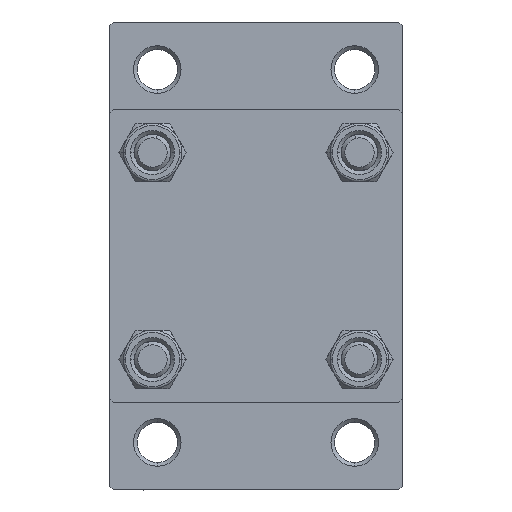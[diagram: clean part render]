
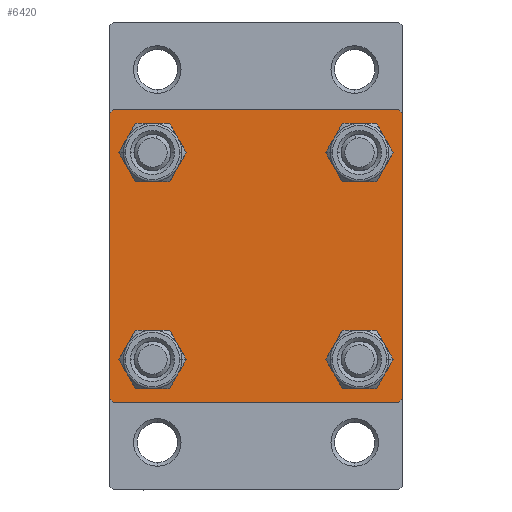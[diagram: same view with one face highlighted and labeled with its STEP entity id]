
A CAD part, left-side view. The second image highlights one B-rep face of the part: STEP entity #6420.
In plain terms, the highlighted planar face has unit normal (-1, 0, 0).
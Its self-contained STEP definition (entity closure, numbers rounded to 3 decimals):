
#387 = VECTOR ( 'NONE', #26493, 1000. ) ;
#843 = CIRCLE ( 'NONE', #42682, 3. ) ;
#1168 = AXIS2_PLACEMENT_3D ( 'NONE', #19992, #16433, #40718 ) ;
#1792 = EDGE_CURVE ( 'NONE', #34250, #11828, #3213, .T. ) ;
#1953 = CARTESIAN_POINT ( 'NONE',  ( 0., 14.15, 14.15 ) ) ;
#2321 = DIRECTION ( 'NONE',  ( 0., -0.707, 0.707 ) ) ;
#2647 = DIRECTION ( 'NONE',  ( 1., 0., 0. ) ) ;
#2960 = ORIENTED_EDGE ( 'NONE', *, *, #26958, .T. ) ;
#3133 = DIRECTION ( 'NONE',  ( 0., 0., -1. ) ) ;
#3213 = CIRCLE ( 'NONE', #29813, 3. ) ;
#3328 = CARTESIAN_POINT ( 'NONE',  ( 0., 14.15, 17.15 ) ) ;
#3339 = ORIENTED_EDGE ( 'NONE', *, *, #17723, .F. ) ;
#3493 = CARTESIAN_POINT ( 'NONE',  ( 0., 14.15, -14.15 ) ) ;
#3749 = DIRECTION ( 'NONE',  ( 0., 0.707, -0.707 ) ) ;
#3968 = AXIS2_PLACEMENT_3D ( 'NONE', #11068, #4133, #22021 ) ;
#3977 = LINE ( 'NONE', #36379, #7457 ) ;
#4133 = DIRECTION ( 'NONE',  ( -1., 0., 0. ) ) ;
#4223 = EDGE_CURVE ( 'NONE', #36356, #41955, #843, .T. ) ;
#4791 = EDGE_CURVE ( 'NONE', #25250, #30027, #22980, .T. ) ;
#5581 = AXIS2_PLACEMENT_3D ( 'NONE', #5728, #6195, #35254 ) ;
#5728 = CARTESIAN_POINT ( 'NONE',  ( 0., -14.15, 14.15 ) ) ;
#5733 = VECTOR ( 'NONE', #15545, 1000. ) ;
#6195 = DIRECTION ( 'NONE',  ( 1., 0., 0. ) ) ;
#6308 = CIRCLE ( 'NONE', #20018, 3. ) ;
#6315 = CARTESIAN_POINT ( 'NONE',  ( 0., -14.15, 11.15 ) ) ;
#6420 = ADVANCED_FACE ( 'NONE', ( #35837, #24872, #18441, #32015, #29379 ), #46781, .T. ) ;
#6476 = VECTOR ( 'NONE', #3133, 1000. ) ;
#6836 = CARTESIAN_POINT ( 'NONE',  ( 0., 20., -19.5 ) ) ;
#6909 = EDGE_LOOP ( 'NONE', ( #15710, #46306 ) ) ;
#6926 = DIRECTION ( 'NONE',  ( 0., 0., 1. ) ) ;
#7059 = DIRECTION ( 'NONE',  ( 0., 0., 1. ) ) ;
#7298 = CARTESIAN_POINT ( 'NONE',  ( 0., 14.15, -14.15 ) ) ;
#7457 = VECTOR ( 'NONE', #3749, 1000. ) ;
#7728 = CARTESIAN_POINT ( 'NONE',  ( 0., -20., 19.5 ) ) ;
#8169 = CARTESIAN_POINT ( 'NONE',  ( 0., -19.5, 20. ) ) ;
#8646 = VERTEX_POINT ( 'NONE', #6315 ) ;
#8835 = ORIENTED_EDGE ( 'NONE', *, *, #23954, .T. ) ;
#8870 = CARTESIAN_POINT ( 'NONE',  ( 0., 14.15, -11.15 ) ) ;
#8887 = EDGE_CURVE ( 'NONE', #11828, #34250, #6308, .T. ) ;
#9986 = LINE ( 'NONE', #24490, #5733 ) ;
#10040 = CARTESIAN_POINT ( 'NONE',  ( 0., -14.15, -14.15 ) ) ;
#10312 = EDGE_LOOP ( 'NONE', ( #2960, #14114 ) ) ;
#11068 = CARTESIAN_POINT ( 'NONE',  ( 0., 0., 0. ) ) ;
#11828 = VERTEX_POINT ( 'NONE', #41624 ) ;
#12902 = DIRECTION ( 'NONE',  ( 0., 0., 1. ) ) ;
#13471 = ORIENTED_EDGE ( 'NONE', *, *, #43056, .F. ) ;
#13957 = EDGE_CURVE ( 'NONE', #35964, #43014, #9986, .T. ) ;
#14012 = CARTESIAN_POINT ( 'NONE',  ( 0., -14.15, -17.15 ) ) ;
#14114 = ORIENTED_EDGE ( 'NONE', *, *, #4223, .T. ) ;
#14326 = ORIENTED_EDGE ( 'NONE', *, *, #13957, .T. ) ;
#14551 = VECTOR ( 'NONE', #44881, 1000. ) ;
#14567 = CARTESIAN_POINT ( 'NONE',  ( 0., 20., 20. ) ) ;
#15317 = CARTESIAN_POINT ( 'NONE',  ( 0., 20., 20. ) ) ;
#15545 = DIRECTION ( 'NONE',  ( 0., -0.707, -0.707 ) ) ;
#15574 = CARTESIAN_POINT ( 'NONE',  ( 0., 14.15, -17.15 ) ) ;
#15710 = ORIENTED_EDGE ( 'NONE', *, *, #38621, .T. ) ;
#15726 = EDGE_CURVE ( 'NONE', #43014, #43729, #43064, .T. ) ;
#16433 = DIRECTION ( 'NONE',  ( 1., 0., 0. ) ) ;
#16933 = EDGE_LOOP ( 'NONE', ( #31723, #24169 ) ) ;
#17571 = EDGE_CURVE ( 'NONE', #36826, #28730, #23198, .T. ) ;
#17636 = EDGE_LOOP ( 'NONE', ( #20959, #14326, #34837, #23555, #3339, #38227, #13471, #8835 ) ) ;
#17723 = EDGE_CURVE ( 'NONE', #25250, #35702, #25032, .T. ) ;
#18040 = DIRECTION ( 'NONE',  ( 1., 0., 0. ) ) ;
#18222 = CIRCLE ( 'NONE', #23502, 3. ) ;
#18441 = FACE_BOUND ( 'NONE', #10312, .T. ) ;
#19431 = CIRCLE ( 'NONE', #1168, 3. ) ;
#19990 = EDGE_CURVE ( 'NONE', #44768, #8646, #30918, .T. ) ;
#19992 = CARTESIAN_POINT ( 'NONE',  ( 0., 14.15, 14.15 ) ) ;
#20018 = AXIS2_PLACEMENT_3D ( 'NONE', #35562, #42930, #42213 ) ;
#20876 = CARTESIAN_POINT ( 'NONE',  ( 0., 19.5, 20. ) ) ;
#20959 = ORIENTED_EDGE ( 'NONE', *, *, #39180, .T. ) ;
#21641 = DIRECTION ( 'NONE',  ( 0., -1., 0. ) ) ;
#22021 = DIRECTION ( 'NONE',  ( 0., 0., 1. ) ) ;
#22980 = LINE ( 'NONE', #30358, #14551 ) ;
#23198 = CIRCLE ( 'NONE', #32353, 3. ) ;
#23502 = AXIS2_PLACEMENT_3D ( 'NONE', #7298, #35652, #7059 ) ;
#23555 = ORIENTED_EDGE ( 'NONE', *, *, #28189, .T. ) ;
#23954 = EDGE_CURVE ( 'NONE', #25118, #25158, #3977, .T. ) ;
#24169 = ORIENTED_EDGE ( 'NONE', *, *, #1792, .T. ) ;
#24490 = CARTESIAN_POINT ( 'NONE',  ( 0., 19.75, -19.75 ) ) ;
#24661 = VECTOR ( 'NONE', #21641, 1000. ) ;
#24872 = FACE_BOUND ( 'NONE', #16933, .T. ) ;
#25032 = LINE ( 'NONE', #29067, #6476 ) ;
#25118 = VERTEX_POINT ( 'NONE', #20876 ) ;
#25158 = VERTEX_POINT ( 'NONE', #38727 ) ;
#25250 = VERTEX_POINT ( 'NONE', #7728 ) ;
#25595 = AXIS2_PLACEMENT_3D ( 'NONE', #41006, #26704, #12902 ) ;
#26493 = DIRECTION ( 'NONE',  ( 0., 0., -1. ) ) ;
#26704 = DIRECTION ( 'NONE',  ( 1., 0., 0. ) ) ;
#26958 = EDGE_CURVE ( 'NONE', #41955, #36356, #18222, .T. ) ;
#27664 = CARTESIAN_POINT ( 'NONE',  ( 0., -19.5, -20. ) ) ;
#28189 = EDGE_CURVE ( 'NONE', #43729, #35702, #42788, .T. ) ;
#28730 = VERTEX_POINT ( 'NONE', #3328 ) ;
#29067 = CARTESIAN_POINT ( 'NONE',  ( 0., -20., 20. ) ) ;
#29080 = DIRECTION ( 'NONE',  ( 0., -1., 0. ) ) ;
#29379 = FACE_OUTER_BOUND ( 'NONE', #17636, .T. ) ;
#29813 = AXIS2_PLACEMENT_3D ( 'NONE', #10040, #2647, #6926 ) ;
#30027 = VERTEX_POINT ( 'NONE', #8169 ) ;
#30358 = CARTESIAN_POINT ( 'NONE',  ( 0., -19.75, 19.75 ) ) ;
#30675 = CIRCLE ( 'NONE', #5581, 3. ) ;
#30912 = VECTOR ( 'NONE', #29080, 1000. ) ;
#30918 = CIRCLE ( 'NONE', #25595, 3. ) ;
#31080 = CARTESIAN_POINT ( 'NONE',  ( 0., -14.15, 17.15 ) ) ;
#31405 = EDGE_CURVE ( 'NONE', #8646, #44768, #30675, .T. ) ;
#31455 = DIRECTION ( 'NONE',  ( 0., 0., 1. ) ) ;
#31723 = ORIENTED_EDGE ( 'NONE', *, *, #8887, .T. ) ;
#32015 = FACE_BOUND ( 'NONE', #6909, .T. ) ;
#32353 = AXIS2_PLACEMENT_3D ( 'NONE', #1953, #45287, #31455 ) ;
#32551 = DIRECTION ( 'NONE',  ( 0., 0., 1. ) ) ;
#32832 = CARTESIAN_POINT ( 'NONE',  ( 0., -20., -19.5 ) ) ;
#33634 = LINE ( 'NONE', #15317, #387 ) ;
#34250 = VERTEX_POINT ( 'NONE', #14012 ) ;
#34837 = ORIENTED_EDGE ( 'NONE', *, *, #15726, .T. ) ;
#34948 = CARTESIAN_POINT ( 'NONE',  ( 0., -19.75, -19.75 ) ) ;
#35254 = DIRECTION ( 'NONE',  ( 0., 0., 1. ) ) ;
#35562 = CARTESIAN_POINT ( 'NONE',  ( 0., -14.15, -14.15 ) ) ;
#35616 = VECTOR ( 'NONE', #2321, 1000. ) ;
#35652 = DIRECTION ( 'NONE',  ( 1., 0., 0. ) ) ;
#35702 = VERTEX_POINT ( 'NONE', #32832 ) ;
#35837 = FACE_BOUND ( 'NONE', #44199, .T. ) ;
#35964 = VERTEX_POINT ( 'NONE', #6836 ) ;
#36356 = VERTEX_POINT ( 'NONE', #15574 ) ;
#36379 = CARTESIAN_POINT ( 'NONE',  ( 0., 19.75, 19.75 ) ) ;
#36826 = VERTEX_POINT ( 'NONE', #42793 ) ;
#38227 = ORIENTED_EDGE ( 'NONE', *, *, #4791, .T. ) ;
#38621 = EDGE_CURVE ( 'NONE', #28730, #36826, #19431, .T. ) ;
#38727 = CARTESIAN_POINT ( 'NONE',  ( 0., 20., 19.5 ) ) ;
#39180 = EDGE_CURVE ( 'NONE', #25158, #35964, #33634, .T. ) ;
#39267 = CARTESIAN_POINT ( 'NONE',  ( 0., 20., -20. ) ) ;
#40718 = DIRECTION ( 'NONE',  ( 0., 0., 1. ) ) ;
#40977 = CARTESIAN_POINT ( 'NONE',  ( 0., 19.5, -20. ) ) ;
#41006 = CARTESIAN_POINT ( 'NONE',  ( 0., -14.15, 14.15 ) ) ;
#41624 = CARTESIAN_POINT ( 'NONE',  ( 0., -14.15, -11.15 ) ) ;
#41659 = ORIENTED_EDGE ( 'NONE', *, *, #31405, .T. ) ;
#41955 = VERTEX_POINT ( 'NONE', #8870 ) ;
#42213 = DIRECTION ( 'NONE',  ( 0., 0., 1. ) ) ;
#42682 = AXIS2_PLACEMENT_3D ( 'NONE', #3493, #18040, #32551 ) ;
#42754 = ORIENTED_EDGE ( 'NONE', *, *, #19990, .T. ) ;
#42788 = LINE ( 'NONE', #34948, #35616 ) ;
#42793 = CARTESIAN_POINT ( 'NONE',  ( 0., 14.15, 11.15 ) ) ;
#42930 = DIRECTION ( 'NONE',  ( 1., 0., 0. ) ) ;
#43014 = VERTEX_POINT ( 'NONE', #40977 ) ;
#43056 = EDGE_CURVE ( 'NONE', #25118, #30027, #44072, .T. ) ;
#43064 = LINE ( 'NONE', #39267, #24661 ) ;
#43729 = VERTEX_POINT ( 'NONE', #27664 ) ;
#44072 = LINE ( 'NONE', #14567, #30912 ) ;
#44199 = EDGE_LOOP ( 'NONE', ( #42754, #41659 ) ) ;
#44768 = VERTEX_POINT ( 'NONE', #31080 ) ;
#44881 = DIRECTION ( 'NONE',  ( 0., 0.707, 0.707 ) ) ;
#45287 = DIRECTION ( 'NONE',  ( 1., 0., 0. ) ) ;
#46306 = ORIENTED_EDGE ( 'NONE', *, *, #17571, .T. ) ;
#46781 = PLANE ( 'NONE',  #3968 ) ;
